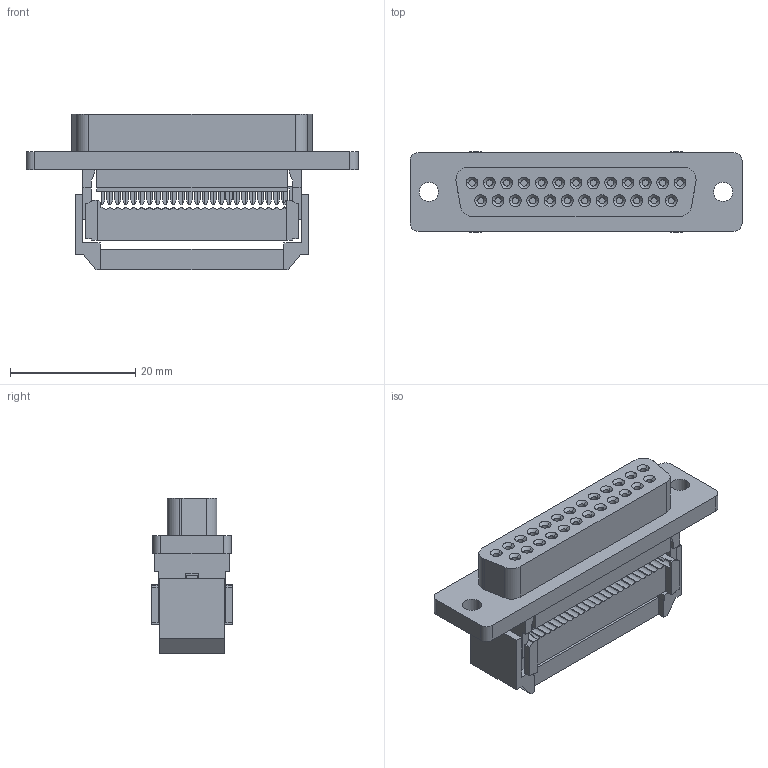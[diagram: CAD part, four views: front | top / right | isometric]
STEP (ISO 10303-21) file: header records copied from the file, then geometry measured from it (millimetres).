
FILE_DESCRIPTION(/* description */ ('Alibre Inc.'),/* implementation_level */ '2;1');
FILE_NAME(/* name */ 'export-CB70108C-3742-419B-A026-39B8F75EB222',/* time_stamp */ '2019-09-30T22:09:38+02:00',/* author */ (''),/* organization */ (''),/* preprocessor_version */ 'ST-DEVELOPER v17',/* originating_system */ 'Alibre',/* authorisation */ '');
FILE_SCHEMA (('AUTOMOTIVE_DESIGN'));
Length unit declared in the file: millimetre
Bounding box: 53.08 x 12.85 x 24.9 mm (x, y, z)
Volume: 7979.5 mm3; surface area: 6329.6 mm2
Topology: 3 solids, 3 shells, 788 faces, 2065 edges, 1360 vertices
Faces by surface type: plane 548, cylinder 190, cone 50
Entity records: 24485 total; most frequent: CARTESIAN_POINT 4219, ORIENTED_EDGE 4130, DIRECTION 3555, EDGE_CURVE 2065, VECTOR 1615, LINE 1615, VERTEX_POINT 1360, AXIS2_PLACEMENT_3D 1244
